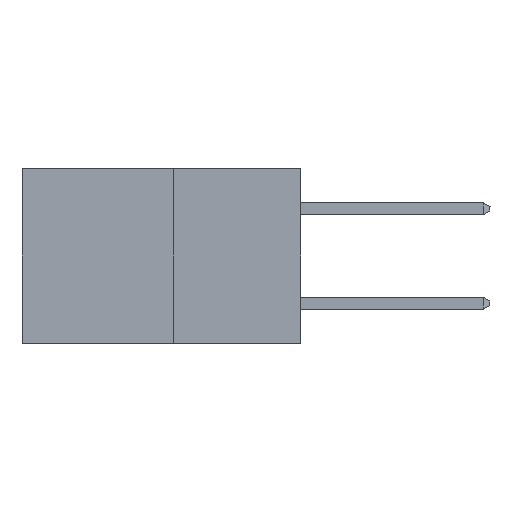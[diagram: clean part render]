
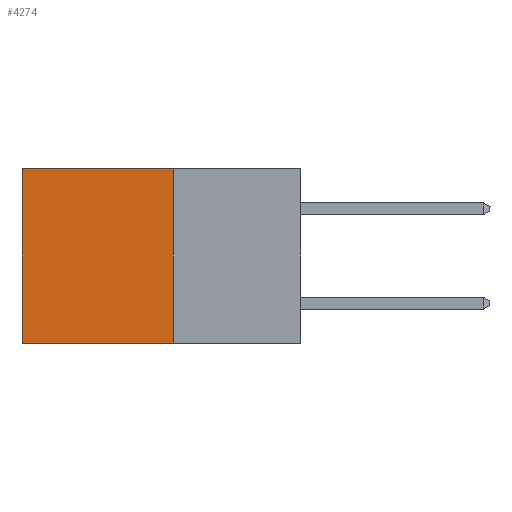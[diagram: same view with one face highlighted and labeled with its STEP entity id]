
A CAD part, left-side view. The second image highlights one B-rep face of the part: STEP entity #4274.
In plain terms, the highlighted planar face has unit normal (-1, 0, 0).
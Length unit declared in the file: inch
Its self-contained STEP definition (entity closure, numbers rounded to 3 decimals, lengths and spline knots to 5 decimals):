
#1142 = VERTEX_POINT ( 'NONE', #8626 ) ;
#1408 = CARTESIAN_POINT ( 'NONE',  ( 0.277, 0.59, 0. ) ) ;
#1517 = FACE_OUTER_BOUND ( 'NONE', #6425, .T. ) ;
#2028 = CARTESIAN_POINT ( 'NONE',  ( 0.277, 0.27, -0.37 ) ) ;
#2277 = VECTOR ( 'NONE', #4364, 39.37008 ) ;
#2725 = PLANE ( 'NONE',  #8831 ) ;
#3182 = ORIENTED_EDGE ( 'NONE', *, *, #3929, .T. ) ;
#3386 = ORIENTED_EDGE ( 'NONE', *, *, #6699, .F. ) ;
#3399 = ORIENTED_EDGE ( 'NONE', *, *, #3617, .F. ) ;
#3500 = ORIENTED_EDGE ( 'NONE', *, *, #6795, .T. ) ;
#3617 = EDGE_CURVE ( 'NONE', #1142, #7728, #8466, .T. ) ;
#3692 = LINE ( 'NONE', #7487, #5522 ) ;
#3929 = EDGE_CURVE ( 'NONE', #6544, #5196, #4264, .T. ) ;
#3937 = DIRECTION ( 'NONE',  ( 0., 1., 0. ) ) ;
#4164 = DIRECTION ( 'NONE',  ( 0., 0., -1. ) ) ;
#4264 = LINE ( 'NONE', #4696, #2277 ) ;
#4274 = ADVANCED_FACE ( 'NONE', ( #1517 ), #2725, .F. ) ;
#4364 = DIRECTION ( 'NONE',  ( 0., 0., -1. ) ) ;
#4696 = CARTESIAN_POINT ( 'NONE',  ( 0.277, 0.59, -0.37 ) ) ;
#4925 = CARTESIAN_POINT ( 'NONE',  ( 0.277, 0.27, -0.37 ) ) ;
#5020 = CARTESIAN_POINT ( 'NONE',  ( 0.277, 0.27, -0.37 ) ) ;
#5196 = VERTEX_POINT ( 'NONE', #5335 ) ;
#5335 = CARTESIAN_POINT ( 'NONE',  ( 0.277, 0.59, -0.37 ) ) ;
#5522 = VECTOR ( 'NONE', #3937, 39.37008 ) ;
#5926 = DIRECTION ( 'NONE',  ( 0., 0., -1. ) ) ;
#5954 = DIRECTION ( 'NONE',  ( 1., 0., 0. ) ) ;
#6315 = VECTOR ( 'NONE', #8549, 39.37008 ) ;
#6425 = EDGE_LOOP ( 'NONE', ( #3182, #3386, #3399, #3500 ) ) ;
#6544 = VERTEX_POINT ( 'NONE', #1408 ) ;
#6693 = VECTOR ( 'NONE', #4164, 39.37008 ) ;
#6699 = EDGE_CURVE ( 'NONE', #7728, #5196, #3692, .T. ) ;
#6795 = EDGE_CURVE ( 'NONE', #1142, #6544, #8142, .T. ) ;
#7487 = CARTESIAN_POINT ( 'NONE',  ( 0.277, 0.27, -0.37 ) ) ;
#7728 = VERTEX_POINT ( 'NONE', #4925 ) ;
#8142 = LINE ( 'NONE', #8556, #6315 ) ;
#8466 = LINE ( 'NONE', #2028, #6693 ) ;
#8549 = DIRECTION ( 'NONE',  ( 0., 1., 0. ) ) ;
#8556 = CARTESIAN_POINT ( 'NONE',  ( 0.277, 0.27, 0. ) ) ;
#8626 = CARTESIAN_POINT ( 'NONE',  ( 0.277, 0.27, 0. ) ) ;
#8831 = AXIS2_PLACEMENT_3D ( 'NONE', #5020, #5954, #5926 ) ;
